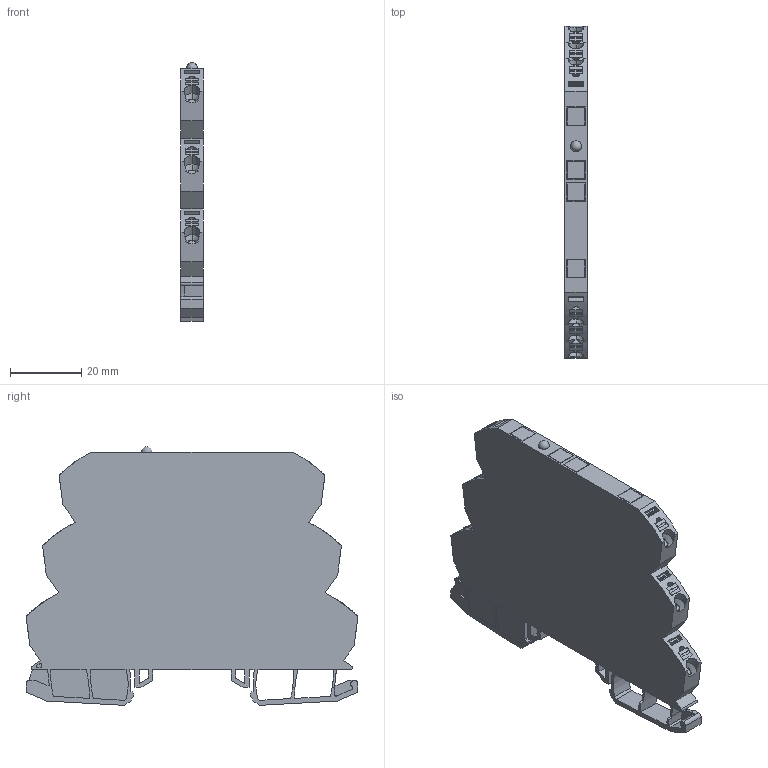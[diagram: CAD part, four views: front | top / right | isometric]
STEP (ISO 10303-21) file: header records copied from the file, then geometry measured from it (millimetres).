
FILE_DESCRIPTION(('STEP AP214'),'1');
FILE_NAME('cctmp_45A05526-384E-4259-8DB7-90C96D5349EC_2023_07_21_11_09_08_0434..stp','2023-07-21T09:09:09',('SIEMENS A&D'),('CADClick - www.CADClick.com'),'Spatial InterOp 3D postprocessed',' ','unknown authorization');
FILE_SCHEMA(('AUTOMOTIVE_DESIGN'));
Length unit declared in the file: millimetre
Products named in the file (1): 2023_07_21_11_09_08_0417
Bounding box: 6.2 x 93.06 x 72.49 mm (x, y, z)
Volume: 31725.9 mm3; surface area: 14562 mm2
Topology: 1 solids, 1 shells, 480 faces, 1326 edges, 880 vertices
Faces by surface type: plane 378, cylinder 85, cone 16, sphere 1
Entity records: 25706 total; most frequent: CARTESIAN_POINT 3246, STYLED_ITEM 2685, PRESENTATION_STYLE_ASSIGNMENT 2685, ORIENTED_EDGE 2648, DIRECTION 2410, EDGE_CURVE 1324, CURVE_STYLE 1324, DRAUGHTING_PRE_DEFINED_CURVE_FONT 1324
